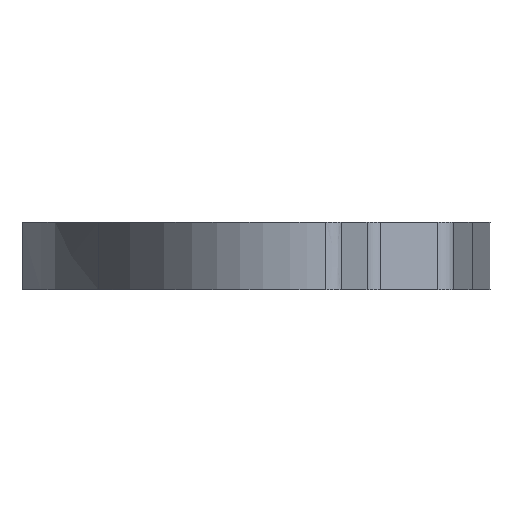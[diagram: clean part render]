
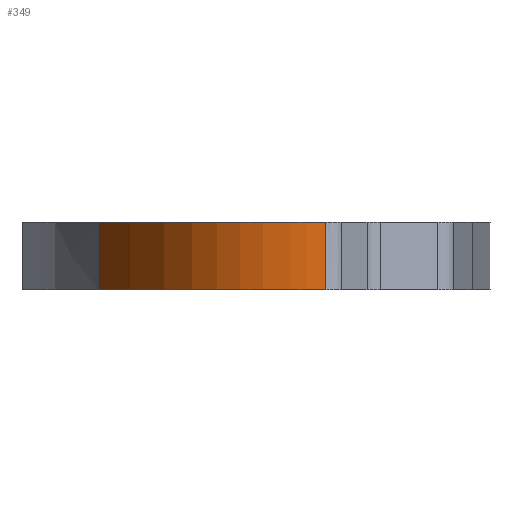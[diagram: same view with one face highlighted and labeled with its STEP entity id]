
A CAD part, front view. The second image highlights one B-rep face of the part: STEP entity #349.
In plain terms, the highlighted free-form (B-spline) face has degree [5, 1] with [20, 2] control points.
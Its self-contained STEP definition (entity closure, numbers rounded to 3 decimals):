
#18=(
BOUNDED_SURFACE()
B_SPLINE_SURFACE(5,1,((#888,#889),(#890,#891),(#892,#893),(#894,#895),(#896,
#897),(#898,#899),(#900,#901),(#902,#903),(#904,#905),(#906,#907),(#908,
#909),(#910,#911),(#912,#913),(#914,#915),(#916,#917),(#918,#919),(#920,
#921),(#922,#923),(#924,#925),(#926,#927)),.UNSPECIFIED.,.F.,.F.,.F.)
B_SPLINE_SURFACE_WITH_KNOTS((6,1,1,1,1,1,1,1,1,1,1,1,1,1,1,6),(2,2),(0.,
0.067,0.133,0.2,0.267,0.333,
0.4,0.467,0.533,0.6,0.667,0.733,
0.8,0.867,0.933,1.),(0.,0.354),.UNSPECIFIED.)
GEOMETRIC_REPRESENTATION_ITEM()
RATIONAL_B_SPLINE_SURFACE(((1.,1.),(1.,1.),(1.,1.),(1.,1.),(1.,1.),(1.,
1.),(1.,1.),(1.,1.),(1.,1.),(1.,1.),(1.,1.),(1.,1.),(1.,1.),(1.,1.),(1.,
1.),(1.,1.),(1.,1.),(1.,1.),(1.,1.),(1.,1.)))
REPRESENTATION_ITEM('')
SURFACE()
);
#37=(
BOUNDED_CURVE()
B_SPLINE_CURVE(5,(#488,#489,#490,#491,#492,#493,#494,#495,#496,#497,#498,
#499,#500,#501,#502,#503,#504,#505,#506,#507),.UNSPECIFIED.,.F.,.F.)
B_SPLINE_CURVE_WITH_KNOTS((6,1,1,1,1,1,1,1,1,1,1,1,1,1,1,6),(0.,0.067,
0.133,0.2,0.267,0.333,0.4,0.467,
0.533,0.6,0.667,0.733,0.8,0.867,
0.933,0.974),.UNSPECIFIED.)
CURVE()
GEOMETRIC_REPRESENTATION_ITEM()
RATIONAL_B_SPLINE_CURVE((1.,1.,1.,1.,1.,1.,1.,1.,1.,1.,1.,1.,1.,1.,1.,1.,
1.,1.,1.,1.))
REPRESENTATION_ITEM('')
);
#45=(
BOUNDED_CURVE()
B_SPLINE_CURVE(5,(#929,#930,#931,#932,#933,#934,#935,#936,#937,#938,#939,
#940,#941,#942,#943,#944,#945,#946,#947,#948),.UNSPECIFIED.,.F.,.F.)
B_SPLINE_CURVE_WITH_KNOTS((6,1,1,1,1,1,1,1,1,1,1,1,1,1,1,6),(0.,0.067,
0.133,0.2,0.267,0.333,0.4,0.467,
0.533,0.6,0.667,0.733,0.8,0.867,
0.933,0.974),.UNSPECIFIED.)
CURVE()
GEOMETRIC_REPRESENTATION_ITEM()
RATIONAL_B_SPLINE_CURVE((1.,1.,1.,1.,1.,1.,1.,1.,1.,1.,1.,1.,1.,1.,1.,1.,
1.,1.,1.,1.))
REPRESENTATION_ITEM('')
);
#61=LINE('',#949,#76);
#76=VECTOR('',#440,10.);
#100=FACE_OUTER_BOUND('',#121,.T.);
#121=EDGE_LOOP('',(#304,#305,#306,#307));
#127=B_SPLINE_CURVE_WITH_KNOTS('',3,(#467,#468,#469,#470),.UNSPECIFIED.,
 .F.,.F.,(4,4),(-0.354,0.),.UNSPECIFIED.);
#143=VERTEX_POINT('',#461);
#144=VERTEX_POINT('',#466);
#148=VERTEX_POINT('',#487);
#175=VERTEX_POINT('',#928);
#177=EDGE_CURVE('',#143,#144,#127,.T.);
#183=EDGE_CURVE('',#148,#144,#37,.T.);
#224=EDGE_CURVE('',#175,#143,#45,.T.);
#225=EDGE_CURVE('',#148,#175,#61,.T.);
#304=ORIENTED_EDGE('',*,*,#177,.F.);
#305=ORIENTED_EDGE('',*,*,#224,.F.);
#306=ORIENTED_EDGE('',*,*,#225,.F.);
#307=ORIENTED_EDGE('',*,*,#183,.T.);
#349=ADVANCED_FACE('',(#100),#18,.T.);
#440=DIRECTION('',(0.,0.,1.));
#461=CARTESIAN_POINT('',(7.435,-14.045,3.54));
#466=CARTESIAN_POINT('',(7.435,-14.045,0.));
#467=CARTESIAN_POINT('Ctrl Pts',(7.435,-14.045,3.54));
#468=CARTESIAN_POINT('Ctrl Pts',(7.435,-14.045,2.36));
#469=CARTESIAN_POINT('Ctrl Pts',(7.435,-14.045,1.18));
#470=CARTESIAN_POINT('Ctrl Pts',(7.435,-14.045,0.));
#487=CARTESIAN_POINT('',(-4.401,-3.504,0.));
#488=CARTESIAN_POINT('Ctrl Pts',(-4.401,-3.504,0.));
#489=CARTESIAN_POINT('Ctrl Pts',(-4.381,-3.559,0.));
#490=CARTESIAN_POINT('Ctrl Pts',(-4.332,-3.688,0.));
#491=CARTESIAN_POINT('Ctrl Pts',(-4.228,-3.935,0.));
#492=CARTESIAN_POINT('Ctrl Pts',(-4.032,-4.375,0.));
#493=CARTESIAN_POINT('Ctrl Pts',(-3.688,-5.107,0.));
#494=CARTESIAN_POINT('Ctrl Pts',(-3.241,-6.012,0.));
#495=CARTESIAN_POINT('Ctrl Pts',(-2.691,-7.057,0.));
#496=CARTESIAN_POINT('Ctrl Pts',(-2.038,-8.193,0.));
#497=CARTESIAN_POINT('Ctrl Pts',(-1.285,-9.357,0.));
#498=CARTESIAN_POINT('Ctrl Pts',(-0.434,-10.488,0.));
#499=CARTESIAN_POINT('Ctrl Pts',(0.513,-11.522,0.));
#500=CARTESIAN_POINT('Ctrl Pts',(1.552,-12.411,0.));
#501=CARTESIAN_POINT('Ctrl Pts',(2.68,-13.124,0.));
#502=CARTESIAN_POINT('Ctrl Pts',(3.891,-13.646,0.));
#503=CARTESIAN_POINT('Ctrl Pts',(5.08,-13.947,0.));
#504=CARTESIAN_POINT('Ctrl Pts',(6.061,-14.057,0.));
#505=CARTESIAN_POINT('Ctrl Pts',(6.795,-14.071,0.));
#506=CARTESIAN_POINT('Ctrl Pts',(7.258,-14.054,0.));
#507=CARTESIAN_POINT('Ctrl Pts',(7.435,-14.045,0.));
#888=CARTESIAN_POINT('Ctrl Pts',(-4.401,-3.504,0.));
#889=CARTESIAN_POINT('Ctrl Pts',(-4.401,-3.504,3.54));
#890=CARTESIAN_POINT('Ctrl Pts',(-4.381,-3.559,0.));
#891=CARTESIAN_POINT('Ctrl Pts',(-4.381,-3.559,3.54));
#892=CARTESIAN_POINT('Ctrl Pts',(-4.332,-3.688,0.));
#893=CARTESIAN_POINT('Ctrl Pts',(-4.332,-3.688,3.54));
#894=CARTESIAN_POINT('Ctrl Pts',(-4.228,-3.935,0.));
#895=CARTESIAN_POINT('Ctrl Pts',(-4.228,-3.935,3.54));
#896=CARTESIAN_POINT('Ctrl Pts',(-4.032,-4.375,0.));
#897=CARTESIAN_POINT('Ctrl Pts',(-4.032,-4.375,3.54));
#898=CARTESIAN_POINT('Ctrl Pts',(-3.688,-5.107,0.));
#899=CARTESIAN_POINT('Ctrl Pts',(-3.688,-5.107,3.54));
#900=CARTESIAN_POINT('Ctrl Pts',(-3.241,-6.012,0.));
#901=CARTESIAN_POINT('Ctrl Pts',(-3.241,-6.012,3.54));
#902=CARTESIAN_POINT('Ctrl Pts',(-2.691,-7.057,0.));
#903=CARTESIAN_POINT('Ctrl Pts',(-2.691,-7.057,3.54));
#904=CARTESIAN_POINT('Ctrl Pts',(-2.038,-8.193,0.));
#905=CARTESIAN_POINT('Ctrl Pts',(-2.038,-8.193,3.54));
#906=CARTESIAN_POINT('Ctrl Pts',(-1.285,-9.357,0.));
#907=CARTESIAN_POINT('Ctrl Pts',(-1.285,-9.357,3.54));
#908=CARTESIAN_POINT('Ctrl Pts',(-0.434,-10.488,0.));
#909=CARTESIAN_POINT('Ctrl Pts',(-0.434,-10.488,3.54));
#910=CARTESIAN_POINT('Ctrl Pts',(0.513,-11.522,0.));
#911=CARTESIAN_POINT('Ctrl Pts',(0.513,-11.522,3.54));
#912=CARTESIAN_POINT('Ctrl Pts',(1.552,-12.411,0.));
#913=CARTESIAN_POINT('Ctrl Pts',(1.552,-12.411,3.54));
#914=CARTESIAN_POINT('Ctrl Pts',(2.68,-13.124,0.));
#915=CARTESIAN_POINT('Ctrl Pts',(2.68,-13.124,3.54));
#916=CARTESIAN_POINT('Ctrl Pts',(3.891,-13.646,0.));
#917=CARTESIAN_POINT('Ctrl Pts',(3.891,-13.646,3.54));
#918=CARTESIAN_POINT('Ctrl Pts',(5.18,-13.973,0.));
#919=CARTESIAN_POINT('Ctrl Pts',(5.18,-13.973,3.54));
#920=CARTESIAN_POINT('Ctrl Pts',(6.272,-14.079,0.));
#921=CARTESIAN_POINT('Ctrl Pts',(6.272,-14.079,3.54));
#922=CARTESIAN_POINT('Ctrl Pts',(7.123,-14.072,0.));
#923=CARTESIAN_POINT('Ctrl Pts',(7.123,-14.072,3.54));
#924=CARTESIAN_POINT('Ctrl Pts',(7.705,-14.03,0.));
#925=CARTESIAN_POINT('Ctrl Pts',(7.705,-14.03,3.54));
#926=CARTESIAN_POINT('Ctrl Pts',(8.,-14.,0.));
#927=CARTESIAN_POINT('Ctrl Pts',(8.,-14.,3.54));
#928=CARTESIAN_POINT('',(-4.401,-3.504,3.54));
#929=CARTESIAN_POINT('Ctrl Pts',(-4.401,-3.504,3.54));
#930=CARTESIAN_POINT('Ctrl Pts',(-4.381,-3.559,3.54));
#931=CARTESIAN_POINT('Ctrl Pts',(-4.332,-3.688,3.54));
#932=CARTESIAN_POINT('Ctrl Pts',(-4.228,-3.935,3.54));
#933=CARTESIAN_POINT('Ctrl Pts',(-4.032,-4.375,3.54));
#934=CARTESIAN_POINT('Ctrl Pts',(-3.688,-5.107,3.54));
#935=CARTESIAN_POINT('Ctrl Pts',(-3.241,-6.012,3.54));
#936=CARTESIAN_POINT('Ctrl Pts',(-2.691,-7.057,3.54));
#937=CARTESIAN_POINT('Ctrl Pts',(-2.038,-8.193,3.54));
#938=CARTESIAN_POINT('Ctrl Pts',(-1.285,-9.357,3.54));
#939=CARTESIAN_POINT('Ctrl Pts',(-0.434,-10.488,3.54));
#940=CARTESIAN_POINT('Ctrl Pts',(0.513,-11.522,3.54));
#941=CARTESIAN_POINT('Ctrl Pts',(1.552,-12.411,3.54));
#942=CARTESIAN_POINT('Ctrl Pts',(2.68,-13.124,3.54));
#943=CARTESIAN_POINT('Ctrl Pts',(3.891,-13.646,3.54));
#944=CARTESIAN_POINT('Ctrl Pts',(5.08,-13.947,3.54));
#945=CARTESIAN_POINT('Ctrl Pts',(6.061,-14.057,3.54));
#946=CARTESIAN_POINT('Ctrl Pts',(6.795,-14.071,3.54));
#947=CARTESIAN_POINT('Ctrl Pts',(7.258,-14.054,3.54));
#948=CARTESIAN_POINT('Ctrl Pts',(7.435,-14.045,3.54));
#949=CARTESIAN_POINT('',(-4.401,-3.504,0.));
